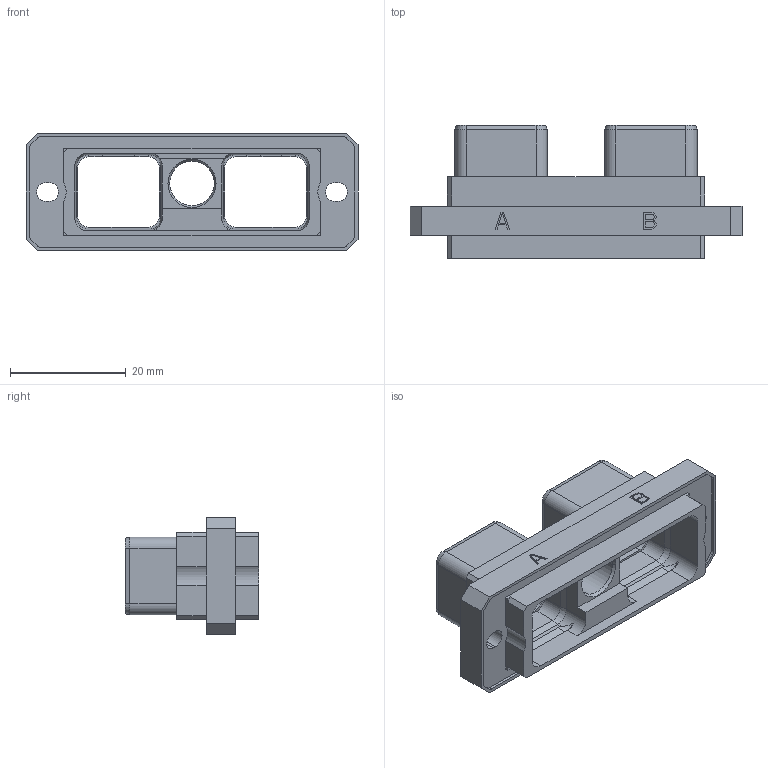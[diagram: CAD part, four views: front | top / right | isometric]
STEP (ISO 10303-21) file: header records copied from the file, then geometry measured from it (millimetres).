
FILE_DESCRIPTION((''),'2;1');
FILE_NAME('SIM2N45N','2019-09-17T',('presta_be4'),(''),'PRO/ENGINEER BY PARAMETRIC TECHNOLOGY CORPORATION, 2014310','PRO/ENGINEER BY PARAMETRIC TECHNOLOGY CORPORATION, 2014310','');
FILE_SCHEMA(('CONFIG_CONTROL_DESIGN'));
Length unit declared in the file: millimetre
Products named in the file (1): SIM2N45N
Bounding box: 57.45 x 23.03 x 20.33 mm (x, y, z)
Volume: 5786.8 mm3; surface area: 7330.3 mm2
Topology: 1 solids, 1 shells, 519 faces, 1455 edges, 956 vertices
Faces by surface type: plane 424, cylinder 69, cone 26
Entity records: 17377 total; most frequent: CARTESIAN_POINT 3885, ORIENTED_EDGE 2910, DIRECTION 2605, EDGE_CURVE 1455, VECTOR 1261, LINE 1261, VERTEX_POINT 956, AXIS2_PLACEMENT_3D 672
